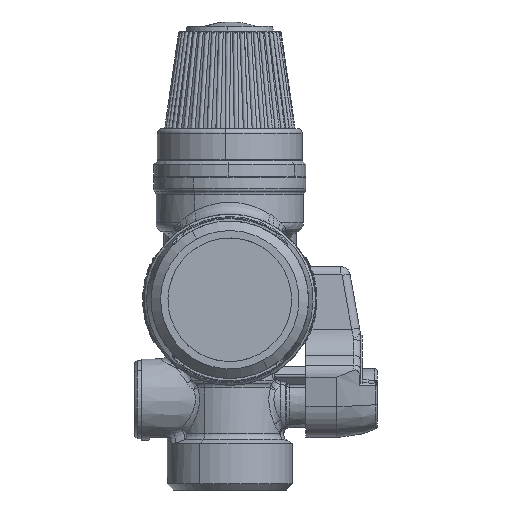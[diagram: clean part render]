
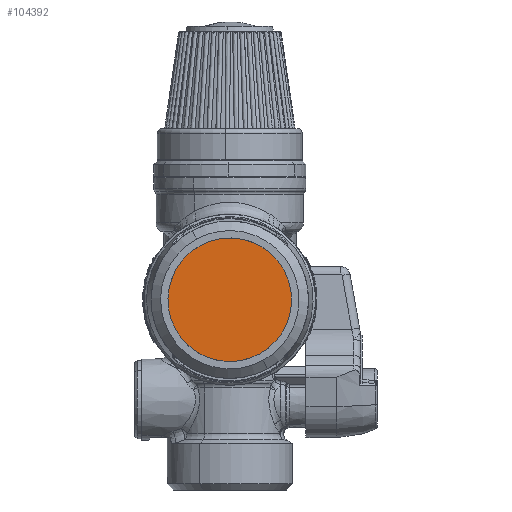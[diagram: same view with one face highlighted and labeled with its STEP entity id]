
A CAD part, left-side view. The second image highlights one B-rep face of the part: STEP entity #104392.
In plain terms, the highlighted planar face has unit normal (-1, 0, 0).
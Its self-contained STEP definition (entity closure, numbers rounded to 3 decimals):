
#97231=CARTESIAN_POINT('Vertex',(-34.605,-14.544,27.218)) ;
#97234=CARTESIAN_POINT('Axis2P3D Location',(-34.605,-8.312,38.626)) ;
#97238=CARTESIAN_POINT('Vertex',(-34.605,-2.079,50.035)) ;
#97286=CARTESIAN_POINT('Axis2P3D Location',(-34.605,-8.312,38.626)) ;
#104383=CARTESIAN_POINT('Axis2P3D Location',(-34.605,-8.312,38.626)) ;
#97235=DIRECTION('Axis2P3D Direction',(-1.,0.,0.)) ;
#97287=DIRECTION('Axis2P3D Direction',(-1.,0.,0.)) ;
#104384=DIRECTION('Axis2P3D Direction',(-1.,0.,0.)) ;
#104385=DIRECTION('Axis2P3D XDirection',(0.,0.,1.)) ;
#97236=AXIS2_PLACEMENT_3D('Circle Axis2P3D',#97234,#97235,$) ;
#97288=AXIS2_PLACEMENT_3D('Circle Axis2P3D',#97286,#97287,$) ;
#104386=AXIS2_PLACEMENT_3D('Plane Axis2P3D',#104383,#104384,#104385) ;
#97237=CIRCLE('generated circle',#97236,13.) ;
#97289=CIRCLE('generated circle',#97288,13.) ;
#104387=PLANE('',#104386) ;
#97240=EDGE_CURVE('',#97239,#97232,#97237,.T.) ;
#97290=EDGE_CURVE('',#97232,#97239,#97289,.T.) ;
#104389=ORIENTED_EDGE('',*,*,#97240,.T.) ;
#104390=ORIENTED_EDGE('',*,*,#97290,.T.) ;
#104388=EDGE_LOOP('',(#104389,#104390)) ;
#97232=VERTEX_POINT('',#97231) ;
#97239=VERTEX_POINT('',#97238) ;
#104392=ADVANCED_FACE('PartBody',(#104391),#104387,.T.) ;
#104391=FACE_OUTER_BOUND('',#104388,.T.) ;
